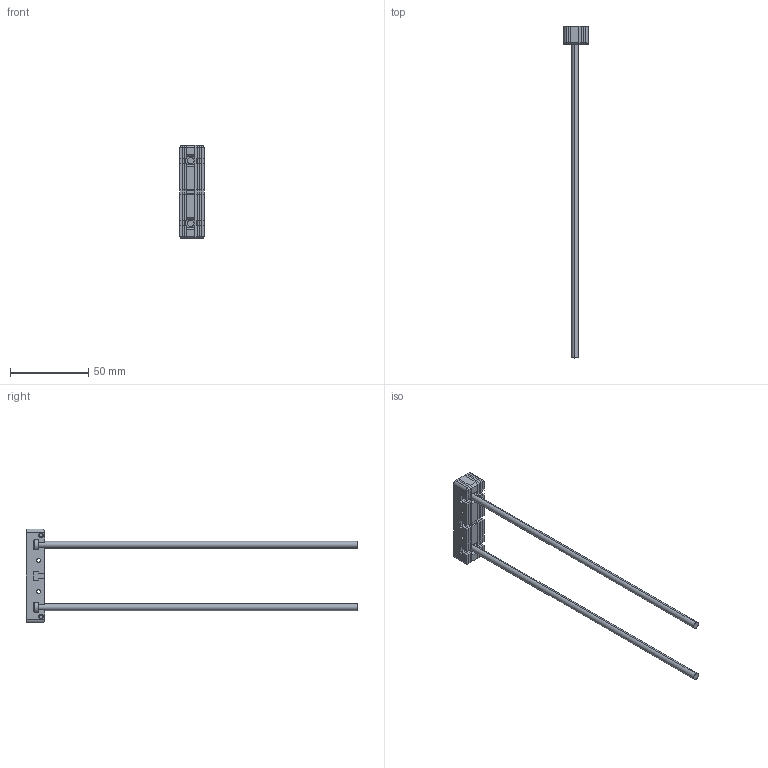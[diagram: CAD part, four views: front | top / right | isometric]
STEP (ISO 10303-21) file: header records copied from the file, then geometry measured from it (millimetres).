
FILE_DESCRIPTION (( 'STEP AP203' ), '1' );
FILE_NAME ('a222.STEP', '2023-01-31T12:01:08', ( '' ), ( '' ), 'SwSTEP 2.0', 'SolidWorks 2019', '' );
FILE_SCHEMA (( 'CONFIG_CONTROL_DESIGN' ));
Length unit declared in the file: millimetre
Products named in the file (6): Pin_60 f82a9f60bfc8f0a354d2c220917eb57e; Bolt_60 f82a9f60bfc8f0a354d2c220917eb57e; Lamela_60 f82a9f60bfc8f0a354d2c220917eb57e; a222; Lamela_60_R f82a9f60bfc8f0a354d2c220917eb57e; Lamellar_Gas_Vent_ISGL60 f82a9f60bfc8f0a354d2c220917eb57e
Assembly tree (10 placements, depth 2):
  a222
    Lamellar_Gas_Vent_ISGL60 f82a9f60bfc8f0a354d2c220917eb57e
    Lamela_60 f82a9f60bfc8f0a354d2c220917eb57e  x3
    Lamela_60_R f82a9f60bfc8f0a354d2c220917eb57e  x2
    Bolt_60 f82a9f60bfc8f0a354d2c220917eb57e  x2
    Pin_60 f82a9f60bfc8f0a354d2c220917eb57e  x2
Bounding box: 15.56 x 212 x 60 mm (x, y, z)
Volume: 15644.1 mm3; surface area: 19279.5 mm2
Topology: 12 solids, 12 shells, 444 faces, 1238 edges, 820 vertices
Faces by surface type: plane 256, cylinder 172, cone 16
Entity records: 7824 total; most frequent: CARTESIAN_POINT 1240, DIRECTION 1238, ORIENTED_EDGE 1208, EDGE_CURVE 604, LINE 426, VECTOR 426, AXIS2_PLACEMENT_3D 406, VERTEX_POINT 400
